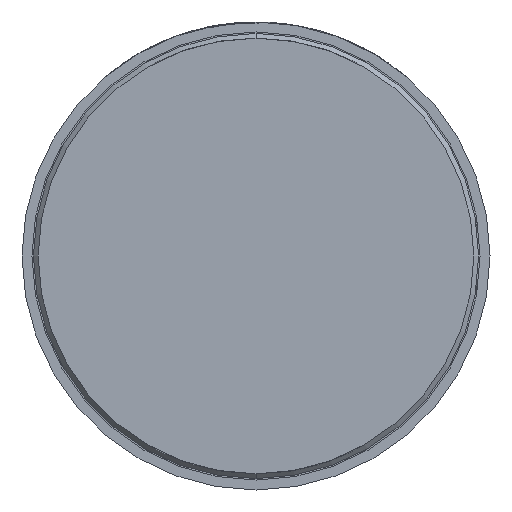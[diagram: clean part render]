
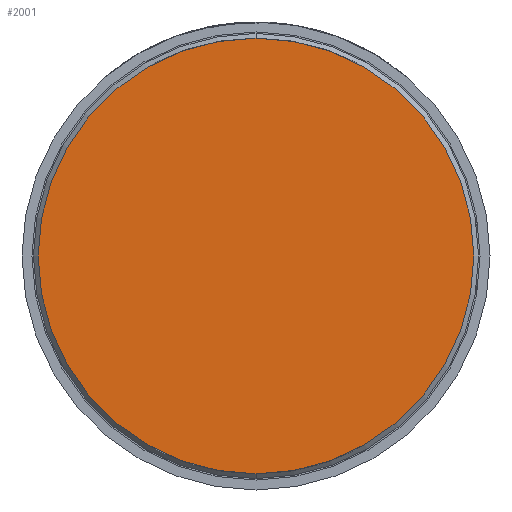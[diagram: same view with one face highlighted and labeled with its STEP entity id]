
A CAD part, front view. The second image highlights one B-rep face of the part: STEP entity #2001.
In plain terms, the highlighted planar face has unit normal (0, -1, 0).
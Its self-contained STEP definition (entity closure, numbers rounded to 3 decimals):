
#3 = ORIENTED_EDGE ( 'NONE', *, *, #2142, .T. ) ;
#423 = CIRCLE ( 'NONE', #917, 2.188 ) ;
#543 = CARTESIAN_POINT ( 'NONE',  ( -2.188, 0.025, 0. ) ) ;
#917 = AXIS2_PLACEMENT_3D ( 'NONE', #1556, #3353, #2770 ) ;
#1096 = EDGE_LOOP ( 'NONE', ( #3, #2581 ) ) ;
#1252 = DIRECTION ( 'NONE',  ( 0., -1., 0. ) ) ;
#1347 = EDGE_CURVE ( 'Defeature ausgef�hrt1_7+Defeature ausgef�hrt1_14+Defeature ausgef�hrt1_14+Defeature ausgef�hrt1_14', #1721, #3318, #3460, .T. ) ;
#1353 = DIRECTION ( 'NONE',  ( -1., 0., 0. ) ) ;
#1498 = AXIS2_PLACEMENT_3D ( 'NONE', #2834, #3526, #1897 ) ;
#1556 = CARTESIAN_POINT ( 'NONE',  ( 0., 0.025, 0. ) ) ;
#1721 = VERTEX_POINT ( 'NONE', #3981 ) ;
#1897 = DIRECTION ( 'NONE',  ( 1., 0., 0. ) ) ;
#2001 = ADVANCED_FACE ( 'Defeature ausgef�hrt1_7', ( #2496 ), #4121, .F. ) ;
#2142 = EDGE_CURVE ( 'Defeature ausgef�hrt1_7+Defeature ausgef�hrt1_14+Defeature ausgef�hrt1_14+Defeature ausgef�hrt1_14', #3318, #1721, #423, .T. ) ;
#2496 = FACE_OUTER_BOUND ( 'NONE', #1096, .T. ) ;
#2581 = ORIENTED_EDGE ( 'NONE', *, *, #1347, .T. ) ;
#2592 = CARTESIAN_POINT ( 'NONE',  ( 0., 0.025, 0. ) ) ;
#2770 = DIRECTION ( 'NONE',  ( -1., 0., 0. ) ) ;
#2834 = CARTESIAN_POINT ( 'NONE',  ( 0., 0.025, -2.188 ) ) ;
#3318 = VERTEX_POINT ( 'NONE', #543 ) ;
#3353 = DIRECTION ( 'NONE',  ( 0., -1., 0. ) ) ;
#3460 = CIRCLE ( 'NONE', #3583, 2.188 ) ;
#3526 = DIRECTION ( 'NONE',  ( 0., 1., 0. ) ) ;
#3583 = AXIS2_PLACEMENT_3D ( 'NONE', #2592, #1252, #1353 ) ;
#3981 = CARTESIAN_POINT ( 'NONE',  ( 2.188, 0.025, 0. ) ) ;
#4121 = PLANE ( 'NONE',  #1498 ) ;
